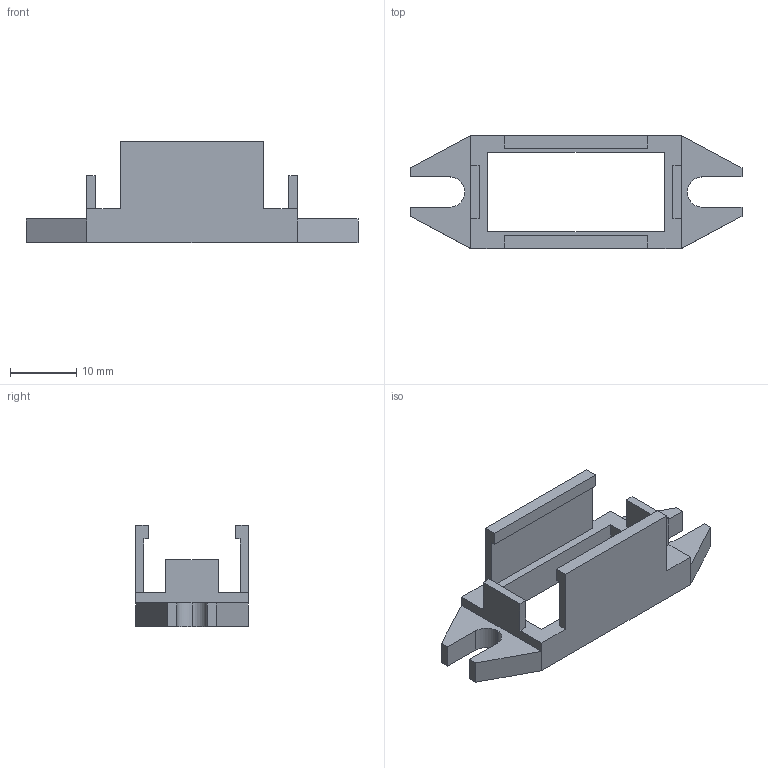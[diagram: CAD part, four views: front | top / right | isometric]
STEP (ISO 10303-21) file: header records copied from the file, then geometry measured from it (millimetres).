
FILE_DESCRIPTION(('STEP AP242'),'1');
FILE_NAME('rpz1fa.stp','2022-01-28T22:27:27',('TraceParts'),('TraceParts S.A.'),'Spatial InterOp 3D',' ',' ');
FILE_SCHEMA(('AP242_MANAGED_MODEL_BASED_3D_ENGINEERING_MIM_LF {1 0 10303 442 1 1 4}'));
Length unit declared in the file: millimetre
Products named in the file (1): rpz1fa
Bounding box: 50.04 x 17.02 x 15.24 mm (x, y, z)
Volume: 2380.2 mm3; surface area: 2989.4 mm2
Topology: 1 solids, 1 shells, 48 faces, 134 edges, 88 vertices
Faces by surface type: plane 44, cylinder 4
Entity records: 1926 total; most frequent: CARTESIAN_POINT 271, ORIENTED_EDGE 268, DIRECTION 240, EDGE_CURVE 134, LINE 126, VECTOR 126, VERTEX_POINT 88, AXIS2_PLACEMENT_3D 57
